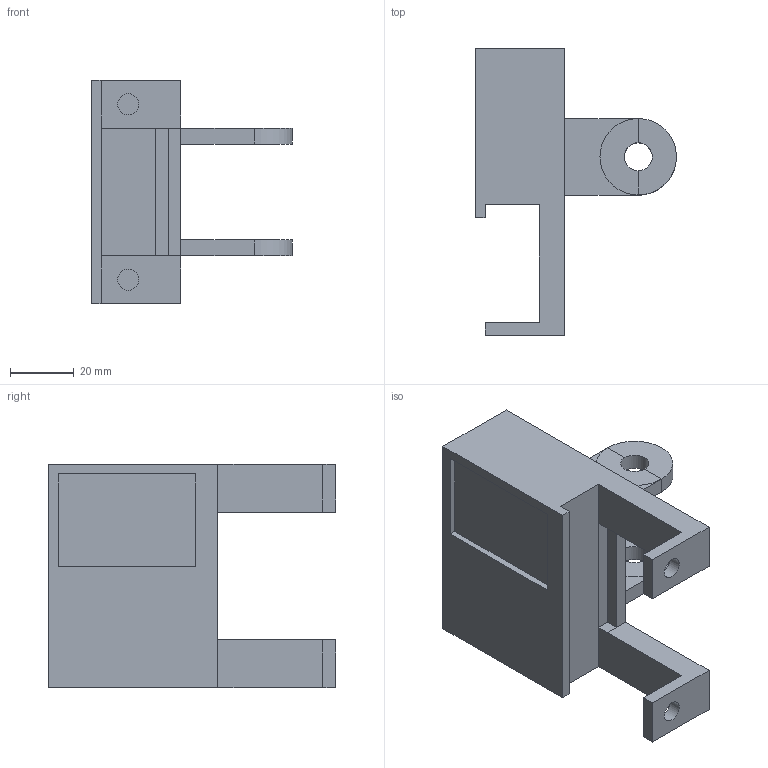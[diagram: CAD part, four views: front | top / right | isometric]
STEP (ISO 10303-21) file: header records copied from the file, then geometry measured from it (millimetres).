
FILE_DESCRIPTION(('FreeCAD Model'),'2;1');
FILE_NAME('LimitSwitchHolder_y-plus.step','2019-02-05T13:03:25',('Author'), (''),'Open CASCADE STEP processor 7.3','FreeCAD','Unknown');
FILE_SCHEMA(('AUTOMOTIVE_DESIGN { 1 0 10303 214 1 1 1 1 }'));
Length unit declared in the file: millimetre
Products named in the file (1): Boolean008
Bounding box: 63 x 90 x 70 mm (x, y, z)
Volume: 113806 mm3; surface area: 23520 mm2
Topology: 1 solids, 1 shells, 52 faces, 135 edges, 84 vertices
Faces by surface type: plane 44, cylinder 8
Full cylindrical faces by diameter (mm): 6.6 x2, 8.8 x2
Entity records: 3377 total; most frequent: CARTESIAN_POINT 610, DIRECTION 521, LINE 337, VECTOR 337, ORIENTED_EDGE 270, PCURVE 270, DEFINITIONAL_REPRESENTATION 270, EDGE_CURVE 135
